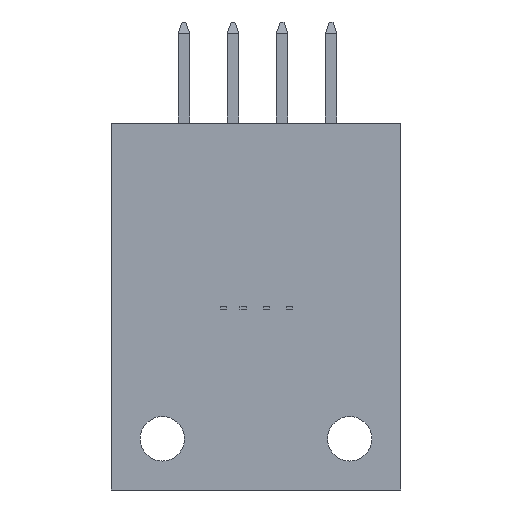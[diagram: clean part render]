
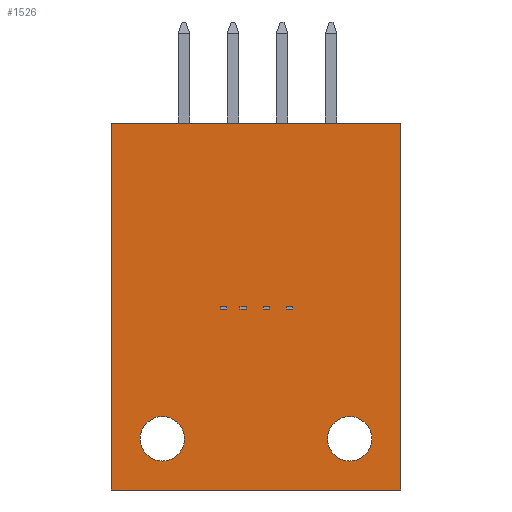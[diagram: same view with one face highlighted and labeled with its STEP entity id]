
A CAD part, front view. The second image highlights one B-rep face of the part: STEP entity #1526.
In plain terms, the highlighted planar face has unit normal (0, -1, 0).
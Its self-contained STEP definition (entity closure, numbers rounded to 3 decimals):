
#36=FACE_BOUND('',#229,.T.);
#37=FACE_BOUND('',#230,.T.);
#41=PLANE('',#1653);
#129=FACE_OUTER_BOUND('',#228,.T.);
#228=EDGE_LOOP('',(#1092,#1093,#1094,#1095));
#229=EDGE_LOOP('',(#1096));
#230=EDGE_LOOP('',(#1097));
#332=LINE('',#2228,#520);
#333=LINE('',#2230,#521);
#334=LINE('',#2232,#522);
#335=LINE('',#2233,#523);
#520=VECTOR('',#1790,10.);
#521=VECTOR('',#1791,10.);
#522=VECTOR('',#1792,10.);
#523=VECTOR('',#1793,10.);
#707=CIRCLE('',#1649,1.15);
#709=CIRCLE('',#1652,1.15);
#733=VERTEX_POINT('',#2216);
#735=VERTEX_POINT('',#2222);
#736=VERTEX_POINT('',#2226);
#737=VERTEX_POINT('',#2227);
#738=VERTEX_POINT('',#2229);
#739=VERTEX_POINT('',#2231);
#872=EDGE_CURVE('',#733,#733,#707,.T.);
#875=EDGE_CURVE('',#735,#735,#709,.T.);
#876=EDGE_CURVE('',#736,#737,#332,.T.);
#877=EDGE_CURVE('',#737,#738,#333,.T.);
#878=EDGE_CURVE('',#738,#739,#334,.T.);
#879=EDGE_CURVE('',#739,#736,#335,.T.);
#1092=ORIENTED_EDGE('',*,*,#876,.T.);
#1093=ORIENTED_EDGE('',*,*,#877,.T.);
#1094=ORIENTED_EDGE('',*,*,#878,.T.);
#1095=ORIENTED_EDGE('',*,*,#879,.T.);
#1096=ORIENTED_EDGE('',*,*,#872,.T.);
#1097=ORIENTED_EDGE('',*,*,#875,.T.);
#1526=ADVANCED_FACE('',(#129,#36,#37),#41,.F.);
#1649=AXIS2_PLACEMENT_3D('',#2218,#1779,#1780);
#1652=AXIS2_PLACEMENT_3D('',#2224,#1786,#1787);
#1653=AXIS2_PLACEMENT_3D('',#2225,#1788,#1789);
#1779=DIRECTION('center_axis',(0.,1.,0.));
#1780=DIRECTION('ref_axis',(-1.,0.,0.));
#1786=DIRECTION('center_axis',(0.,1.,0.));
#1787=DIRECTION('ref_axis',(-1.,0.,0.));
#1788=DIRECTION('center_axis',(0.,1.,0.));
#1789=DIRECTION('ref_axis',(1.,0.,0.));
#1790=DIRECTION('',(-1.,0.,0.));
#1791=DIRECTION('',(0.,0.,-1.));
#1792=DIRECTION('',(1.,0.,0.));
#1793=DIRECTION('',(0.,0.,1.));
#2216=CARTESIAN_POINT('',(6.,0.,-6.85));
#2218=CARTESIAN_POINT('Origin',(4.85,0.,-6.85));
#2222=CARTESIAN_POINT('',(-3.7,0.,-6.85));
#2224=CARTESIAN_POINT('Origin',(-4.85,0.,-6.85));
#2225=CARTESIAN_POINT('Origin',(0.,0.,0.));
#2226=CARTESIAN_POINT('',(7.5,0.,9.5));
#2227=CARTESIAN_POINT('',(-7.5,0.,9.5));
#2228=CARTESIAN_POINT('',(7.5,0.,9.5));
#2229=CARTESIAN_POINT('',(-7.5,0.,-9.5));
#2230=CARTESIAN_POINT('',(-7.5,0.,9.5));
#2231=CARTESIAN_POINT('',(7.5,0.,-9.5));
#2232=CARTESIAN_POINT('',(-7.5,0.,-9.5));
#2233=CARTESIAN_POINT('',(7.5,0.,-9.5));
